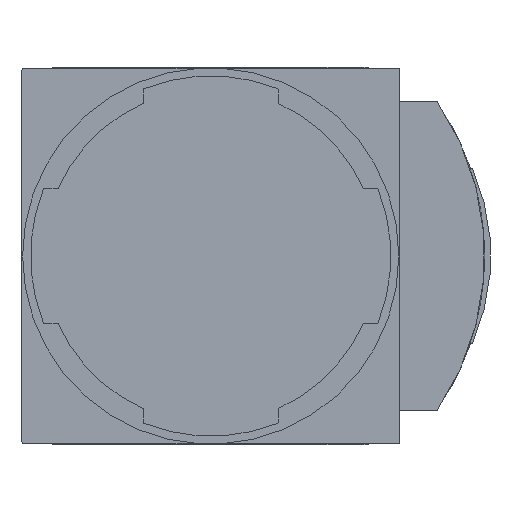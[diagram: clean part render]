
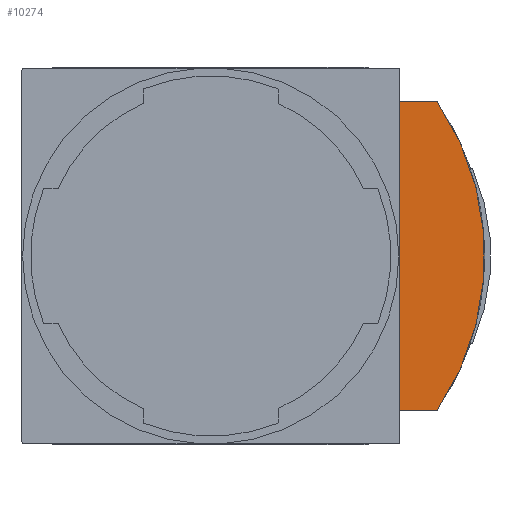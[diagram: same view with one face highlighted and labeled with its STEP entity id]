
A CAD part, front view. The second image highlights one B-rep face of the part: STEP entity #10274.
In plain terms, the highlighted planar face has unit normal (0, -1, 0).
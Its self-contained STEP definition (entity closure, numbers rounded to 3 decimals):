
#284=PLANE('',#11046);
#433=LINE('',#13513,#1049);
#909=LINE('',#15659,#1525);
#912=LINE('',#15669,#1528);
#1049=VECTOR('',#11268,1000.);
#1525=VECTOR('',#13050,1000.);
#1528=VECTOR('',#13063,1000.);
#3505=ORIENTED_EDGE('',*,*,#3897,.F.);
#3506=ORIENTED_EDGE('',*,*,#4811,.F.);
#3507=ORIENTED_EDGE('',*,*,#4809,.F.);
#3508=ORIENTED_EDGE('',*,*,#3878,.F.);
#3509=ORIENTED_EDGE('',*,*,#4808,.F.);
#3510=ORIENTED_EDGE('',*,*,#4806,.F.);
#3878=EDGE_CURVE('',#4975,#4976,#5683,.T.);
#3897=EDGE_CURVE('',#4994,#4984,#433,.T.);
#4806=EDGE_CURVE('',#4984,#5612,#909,.T.);
#4808=EDGE_CURVE('',#5612,#4975,#5975,.T.);
#4809=EDGE_CURVE('',#4976,#5613,#5976,.T.);
#4811=EDGE_CURVE('',#5613,#4994,#912,.T.);
#4975=VERTEX_POINT('',#13474);
#4976=VERTEX_POINT('',#13475);
#4984=VERTEX_POINT('',#13492);
#4994=VERTEX_POINT('',#13512);
#5612=VERTEX_POINT('',#15660);
#5613=VERTEX_POINT('',#15666);
#5683=CIRCLE('',#10383,45.);
#5975=CIRCLE('',#11042,0.3);
#5976=CIRCLE('',#11044,0.3);
#6376=EDGE_LOOP('',(#3505,#3506,#3507,#3508,#3509,#3510));
#6827=FACE_BOUND('',#6376,.T.);
#10274=ADVANCED_FACE('',(#6827),#284,.F.);
#10383=AXIS2_PLACEMENT_3D('',#13473,#11243,#11244);
#11042=AXIS2_PLACEMENT_3D('',#15663,#13054,#13055);
#11044=AXIS2_PLACEMENT_3D('',#15665,#13058,#13059);
#11046=AXIS2_PLACEMENT_3D('',#15670,#13064,#13065);
#11243=DIRECTION('',(0.,1.,0.));
#11244=DIRECTION('',(1.,0.,0.));
#11268=DIRECTION('',(0.,0.,1.));
#13050=DIRECTION('',(1.,0.,0.));
#13054=DIRECTION('',(0.,1.,0.));
#13055=DIRECTION('',(1.,0.,0.));
#13058=DIRECTION('',(0.,1.,0.));
#13059=DIRECTION('',(1.,0.,0.));
#13063=DIRECTION('',(-1.,0.,0.));
#13064=DIRECTION('',(0.,1.,0.));
#13065=DIRECTION('',(0.,0.,1.));
#13473=CARTESIAN_POINT('',(0.,-31.,0.));
#13474=CARTESIAN_POINT('',(37.246,-31.,25.253));
#13475=CARTESIAN_POINT('',(37.246,-31.,-25.253));
#13492=CARTESIAN_POINT('',(31.,-31.,25.385));
#13512=CARTESIAN_POINT('',(31.,-31.,-25.385));
#13513=CARTESIAN_POINT('',(31.,-31.,-25.385));
#15659=CARTESIAN_POINT('',(31.,-31.,25.385));
#15660=CARTESIAN_POINT('',(36.998,-31.,25.385));
#15663=CARTESIAN_POINT('',(36.998,-31.,25.085));
#15665=CARTESIAN_POINT('',(36.998,-31.,-25.085));
#15666=CARTESIAN_POINT('',(36.998,-31.,-25.385));
#15669=CARTESIAN_POINT('',(36.998,-31.,-25.385));
#15670=CARTESIAN_POINT('',(36.998,-31.,25.085));
